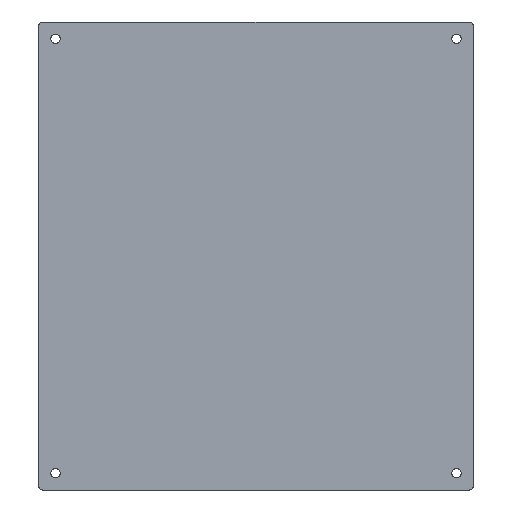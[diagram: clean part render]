
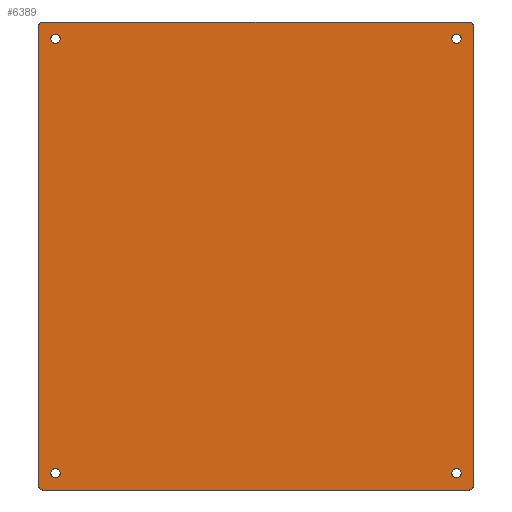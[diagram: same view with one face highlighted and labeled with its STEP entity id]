
A CAD part, front view. The second image highlights one B-rep face of the part: STEP entity #6389.
In plain terms, the highlighted planar face has unit normal (0, -1, 0).
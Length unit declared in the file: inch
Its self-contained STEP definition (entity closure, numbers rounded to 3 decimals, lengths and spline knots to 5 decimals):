
#14 = DIRECTION ( 'NONE',  ( 0., 1., 0. ) ) ;
#111 = CARTESIAN_POINT ( 'NONE',  ( -12.75, -0.1793, 13.75 ) ) ;
#282 = DIRECTION ( 'NONE',  ( 0., 0., 1. ) ) ;
#370 = CARTESIAN_POINT ( 'NONE',  ( 12., -0.1793, -13. ) ) ;
#436 = VERTEX_POINT ( 'NONE', #3828 ) ;
#437 = VERTEX_POINT ( 'NONE', #6274 ) ;
#451 = CARTESIAN_POINT ( 'NONE',  ( 0., -0.1793, 0. ) ) ;
#461 = DIRECTION ( 'NONE',  ( 0., 1., 0. ) ) ;
#465 = AXIS2_PLACEMENT_3D ( 'NONE', #370, #5797, #3976 ) ;
#471 = ORIENTED_EDGE ( 'NONE', *, *, #3691, .T. ) ;
#474 = AXIS2_PLACEMENT_3D ( 'NONE', #5704, #5257, #7064 ) ;
#776 = ORIENTED_EDGE ( 'NONE', *, *, #840, .T. ) ;
#838 = DIRECTION ( 'NONE',  ( 1., 0., 0. ) ) ;
#840 = EDGE_CURVE ( 'NONE', #4649, #437, #1210, .T. ) ;
#862 = CIRCLE ( 'NONE', #474, 0.28125 ) ;
#938 = ORIENTED_EDGE ( 'NONE', *, *, #6291, .T. ) ;
#991 = AXIS2_PLACEMENT_3D ( 'NONE', #7143, #1643, #4103 ) ;
#1125 = VERTEX_POINT ( 'NONE', #4916 ) ;
#1133 = CARTESIAN_POINT ( 'NONE',  ( 12., -0.1793, 13.28125 ) ) ;
#1195 = EDGE_LOOP ( 'NONE', ( #3220, #776, #7068, #7571, #5607, #471, #5514, #6552 ) ) ;
#1210 = CIRCLE ( 'NONE', #5161, 0.25 ) ;
#1284 = ORIENTED_EDGE ( 'NONE', *, *, #4176, .T. ) ;
#1476 = EDGE_CURVE ( 'NONE', #6131, #2722, #6472, .T. ) ;
#1491 = EDGE_CURVE ( 'NONE', #436, #2397, #1601, .T. ) ;
#1548 = DIRECTION ( 'NONE',  ( 0., 0., 1. ) ) ;
#1601 = CIRCLE ( 'NONE', #6728, 0.25 ) ;
#1643 = DIRECTION ( 'NONE',  ( 0., -1., 0. ) ) ;
#1790 = DIRECTION ( 'NONE',  ( 0., 0., 1. ) ) ;
#1821 = DIRECTION ( 'NONE',  ( 0., 1., 0. ) ) ;
#1833 = DIRECTION ( 'NONE',  ( 0., 0., 1. ) ) ;
#1879 = EDGE_CURVE ( 'NONE', #5617, #2397, #2736, .T. ) ;
#1883 = EDGE_CURVE ( 'NONE', #2575, #3152, #862, .T. ) ;
#1891 = AXIS2_PLACEMENT_3D ( 'NONE', #4157, #1821, #4836 ) ;
#1946 = CARTESIAN_POINT ( 'NONE',  ( 12., -0.1793, 13. ) ) ;
#1990 = AXIS2_PLACEMENT_3D ( 'NONE', #2113, #4557, #282 ) ;
#2062 = DIRECTION ( 'NONE',  ( -1., 0., 0. ) ) ;
#2075 = CARTESIAN_POINT ( 'NONE',  ( -12., -0.1793, 12.71875 ) ) ;
#2080 = DIRECTION ( 'NONE',  ( 0., -1., 0. ) ) ;
#2113 = CARTESIAN_POINT ( 'NONE',  ( -12., -0.1793, -13. ) ) ;
#2121 = FACE_OUTER_BOUND ( 'NONE', #1195, .T. ) ;
#2181 = DIRECTION ( 'NONE',  ( 0., 0., -1. ) ) ;
#2240 = DIRECTION ( 'NONE',  ( 0., 0., 1. ) ) ;
#2269 = CARTESIAN_POINT ( 'NONE',  ( -12., -0.1793, -12.71875 ) ) ;
#2397 = VERTEX_POINT ( 'NONE', #4687 ) ;
#2415 = CARTESIAN_POINT ( 'NONE',  ( 12., -0.1793, -13.28125 ) ) ;
#2565 = EDGE_CURVE ( 'NONE', #4030, #2675, #4953, .T. ) ;
#2575 = VERTEX_POINT ( 'NONE', #1133 ) ;
#2608 = AXIS2_PLACEMENT_3D ( 'NONE', #111, #3663, #6186 ) ;
#2675 = VERTEX_POINT ( 'NONE', #2075 ) ;
#2722 = VERTEX_POINT ( 'NONE', #2269 ) ;
#2736 = LINE ( 'NONE', #5819, #5952 ) ;
#2766 = EDGE_CURVE ( 'NONE', #2675, #4030, #5475, .T. ) ;
#2835 = FACE_BOUND ( 'NONE', #3966, .T. ) ;
#2934 = CARTESIAN_POINT ( 'NONE',  ( -13., -0.1793, -14. ) ) ;
#3000 = CIRCLE ( 'NONE', #2608, 0.25 ) ;
#3097 = ORIENTED_EDGE ( 'NONE', *, *, #2565, .T. ) ;
#3118 = ORIENTED_EDGE ( 'NONE', *, *, #1883, .T. ) ;
#3152 = VERTEX_POINT ( 'NONE', #6365 ) ;
#3218 = DIRECTION ( 'NONE',  ( 0., 0., 1. ) ) ;
#3220 = ORIENTED_EDGE ( 'NONE', *, *, #7455, .F. ) ;
#3333 = VERTEX_POINT ( 'NONE', #2415 ) ;
#3451 = CARTESIAN_POINT ( 'NONE',  ( -12., -0.1793, -13. ) ) ;
#3539 = LINE ( 'NONE', #2934, #4589 ) ;
#3605 = VERTEX_POINT ( 'NONE', #6695 ) ;
#3641 = DIRECTION ( 'NONE',  ( 0., 1., 0. ) ) ;
#3663 = DIRECTION ( 'NONE',  ( 0., -1., 0. ) ) ;
#3691 = EDGE_CURVE ( 'NONE', #5617, #1125, #4059, .T. ) ;
#3828 = CARTESIAN_POINT ( 'NONE',  ( 12.75, -0.1793, -14. ) ) ;
#3857 = DIRECTION ( 'NONE',  ( 0., 0., 1. ) ) ;
#3868 = VERTEX_POINT ( 'NONE', #7644 ) ;
#3934 = ORIENTED_EDGE ( 'NONE', *, *, #2766, .T. ) ;
#3966 = EDGE_LOOP ( 'NONE', ( #7050, #6942 ) ) ;
#3976 = DIRECTION ( 'NONE',  ( 0., 0., 1. ) ) ;
#4030 = VERTEX_POINT ( 'NONE', #6031 ) ;
#4059 = CIRCLE ( 'NONE', #991, 0.25 ) ;
#4103 = DIRECTION ( 'NONE',  ( 0., 0., 1. ) ) ;
#4157 = CARTESIAN_POINT ( 'NONE',  ( -12., -0.1793, 13. ) ) ;
#4170 = CARTESIAN_POINT ( 'NONE',  ( -12., -0.1793, -13.28125 ) ) ;
#4173 = EDGE_CURVE ( 'NONE', #3152, #2575, #4698, .T. ) ;
#4176 = EDGE_CURVE ( 'NONE', #6634, #3333, #7757, .T. ) ;
#4246 = CARTESIAN_POINT ( 'NONE',  ( -12., -0.1793, 13. ) ) ;
#4390 = DIRECTION ( 'NONE',  ( 0., 0., 1. ) ) ;
#4557 = DIRECTION ( 'NONE',  ( 0., 1., 0. ) ) ;
#4589 = VECTOR ( 'NONE', #7148, 39.37008 ) ;
#4649 = VERTEX_POINT ( 'NONE', #5813 ) ;
#4687 = CARTESIAN_POINT ( 'NONE',  ( 13., -0.1793, -13.75 ) ) ;
#4698 = CIRCLE ( 'NONE', #5715, 0.28125 ) ;
#4836 = DIRECTION ( 'NONE',  ( 0., 0., 1. ) ) ;
#4912 = CARTESIAN_POINT ( 'NONE',  ( 12., -0.1793, -12.71875 ) ) ;
#4916 = CARTESIAN_POINT ( 'NONE',  ( 12.75, -0.1793, 14. ) ) ;
#4953 = CIRCLE ( 'NONE', #7249, 0.28125 ) ;
#5060 = DIRECTION ( 'NONE',  ( 0., 1., 0. ) ) ;
#5093 = CARTESIAN_POINT ( 'NONE',  ( -13., -0.1793, 14. ) ) ;
#5104 = EDGE_LOOP ( 'NONE', ( #1284, #938 ) ) ;
#5161 = AXIS2_PLACEMENT_3D ( 'NONE', #6380, #2080, #3857 ) ;
#5257 = DIRECTION ( 'NONE',  ( 0., 1., 0. ) ) ;
#5274 = FACE_BOUND ( 'NONE', #6936, .T. ) ;
#5475 = CIRCLE ( 'NONE', #1891, 0.28125 ) ;
#5477 = VECTOR ( 'NONE', #2062, 39.37008 ) ;
#5514 = ORIENTED_EDGE ( 'NONE', *, *, #7227, .F. ) ;
#5541 = CIRCLE ( 'NONE', #465, 0.28125 ) ;
#5607 = ORIENTED_EDGE ( 'NONE', *, *, #1879, .F. ) ;
#5617 = VERTEX_POINT ( 'NONE', #5870 ) ;
#5659 = AXIS2_PLACEMENT_3D ( 'NONE', #451, #14, #1790 ) ;
#5662 = ORIENTED_EDGE ( 'NONE', *, *, #4173, .T. ) ;
#5704 = CARTESIAN_POINT ( 'NONE',  ( 12., -0.1793, 13. ) ) ;
#5715 = AXIS2_PLACEMENT_3D ( 'NONE', #1946, #5060, #4390 ) ;
#5782 = EDGE_CURVE ( 'NONE', #3868, #3605, #3000, .T. ) ;
#5797 = DIRECTION ( 'NONE',  ( 0., 1., 0. ) ) ;
#5813 = CARTESIAN_POINT ( 'NONE',  ( -13., -0.1793, -13.75 ) ) ;
#5819 = CARTESIAN_POINT ( 'NONE',  ( 13., -0.1793, -14. ) ) ;
#5870 = CARTESIAN_POINT ( 'NONE',  ( 13., -0.1793, 13.75 ) ) ;
#5947 = EDGE_CURVE ( 'NONE', #2722, #6131, #6062, .T. ) ;
#5952 = VECTOR ( 'NONE', #2181, 39.37008 ) ;
#6031 = CARTESIAN_POINT ( 'NONE',  ( -12., -0.1793, 13.28125 ) ) ;
#6062 = CIRCLE ( 'NONE', #6207, 0.28125 ) ;
#6131 = VERTEX_POINT ( 'NONE', #4170 ) ;
#6186 = DIRECTION ( 'NONE',  ( 0., 0., 1. ) ) ;
#6207 = AXIS2_PLACEMENT_3D ( 'NONE', #3451, #461, #2240 ) ;
#6274 = CARTESIAN_POINT ( 'NONE',  ( -12.75, -0.1793, -14. ) ) ;
#6284 = CARTESIAN_POINT ( 'NONE',  ( 12., -0.1793, -13. ) ) ;
#6291 = EDGE_CURVE ( 'NONE', #3333, #6634, #5541, .T. ) ;
#6320 = DIRECTION ( 'NONE',  ( 0., 1., 0. ) ) ;
#6365 = CARTESIAN_POINT ( 'NONE',  ( 12., -0.1793, 12.71875 ) ) ;
#6380 = CARTESIAN_POINT ( 'NONE',  ( -12.75, -0.1793, -13.75 ) ) ;
#6389 = ADVANCED_FACE ( 'NONE', ( #7592, #2835, #2121, #5274, #6530 ), #7713, .F. ) ;
#6472 = CIRCLE ( 'NONE', #1990, 0.28125 ) ;
#6530 = FACE_BOUND ( 'NONE', #7498, .T. ) ;
#6552 = ORIENTED_EDGE ( 'NONE', *, *, #5782, .T. ) ;
#6634 = VERTEX_POINT ( 'NONE', #4912 ) ;
#6695 = CARTESIAN_POINT ( 'NONE',  ( -13., -0.1793, 13.75 ) ) ;
#6728 = AXIS2_PLACEMENT_3D ( 'NONE', #7117, #7704, #1548 ) ;
#6936 = EDGE_LOOP ( 'NONE', ( #3097, #3934 ) ) ;
#6942 = ORIENTED_EDGE ( 'NONE', *, *, #1476, .T. ) ;
#6987 = LINE ( 'NONE', #5093, #7065 ) ;
#7050 = ORIENTED_EDGE ( 'NONE', *, *, #5947, .T. ) ;
#7064 = DIRECTION ( 'NONE',  ( 0., 0., 1. ) ) ;
#7065 = VECTOR ( 'NONE', #838, 39.37008 ) ;
#7068 = ORIENTED_EDGE ( 'NONE', *, *, #7343, .F. ) ;
#7117 = CARTESIAN_POINT ( 'NONE',  ( 12.75, -0.1793, -13.75 ) ) ;
#7143 = CARTESIAN_POINT ( 'NONE',  ( 12.75, -0.1793, 13.75 ) ) ;
#7148 = DIRECTION ( 'NONE',  ( 0., 0., 1. ) ) ;
#7227 = EDGE_CURVE ( 'NONE', #3868, #1125, #6987, .T. ) ;
#7249 = AXIS2_PLACEMENT_3D ( 'NONE', #4246, #3641, #1833 ) ;
#7343 = EDGE_CURVE ( 'NONE', #436, #437, #7537, .T. ) ;
#7373 = AXIS2_PLACEMENT_3D ( 'NONE', #6284, #6320, #3218 ) ;
#7455 = EDGE_CURVE ( 'NONE', #4649, #3605, #3539, .T. ) ;
#7498 = EDGE_LOOP ( 'NONE', ( #3118, #5662 ) ) ;
#7537 = LINE ( 'NONE', #7660, #5477 ) ;
#7571 = ORIENTED_EDGE ( 'NONE', *, *, #1491, .T. ) ;
#7592 = FACE_BOUND ( 'NONE', #5104, .T. ) ;
#7644 = CARTESIAN_POINT ( 'NONE',  ( -12.75, -0.1793, 14. ) ) ;
#7660 = CARTESIAN_POINT ( 'NONE',  ( -13., -0.1793, -14. ) ) ;
#7704 = DIRECTION ( 'NONE',  ( 0., -1., 0. ) ) ;
#7713 = PLANE ( 'NONE',  #5659 ) ;
#7757 = CIRCLE ( 'NONE', #7373, 0.28125 ) ;
